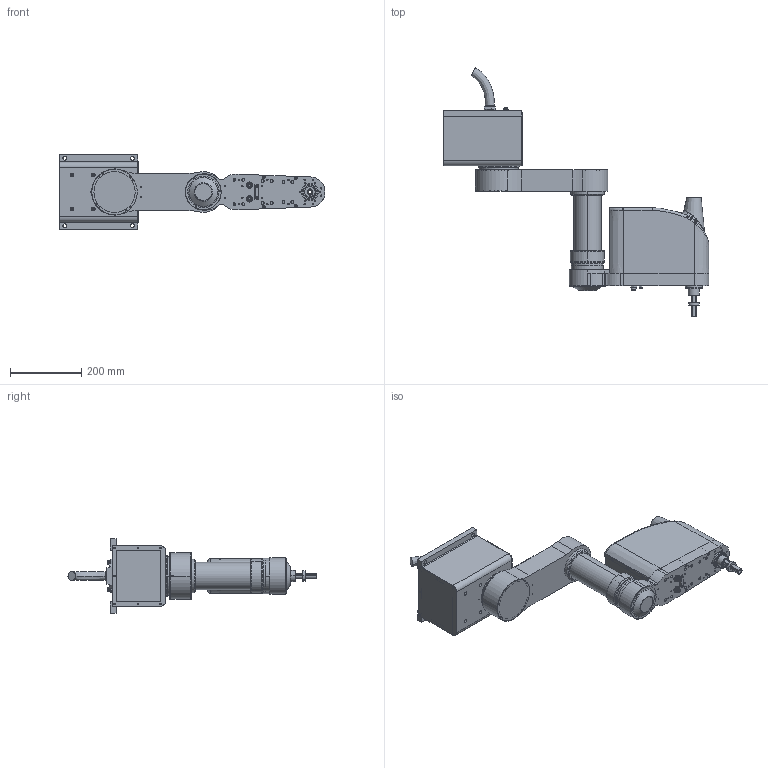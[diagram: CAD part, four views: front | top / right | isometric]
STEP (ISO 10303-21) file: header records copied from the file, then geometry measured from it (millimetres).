
FILE_DESCRIPTION (( 'STEP AP203' ), '1' );
FILE_NAME ('FR5215-A-00.STEP', '2018-08-31T10:04:56', ( 'admin' ), ( '' ), 'SwSTEP 2.0', 'SolidWorks 2018', '' );
FILE_SCHEMA (( 'CONFIG_CONTROL_DESIGN' ));
Length unit declared in the file: millimetre
Products named in the file (4): FR5215-A-01; FR5215-A-02; FR5215-A-03A; FR5215-A-00
Assembly tree (3 placements, depth 2):
  FR5215-A-00
    FR5215-A-01
    FR5215-A-02
    FR5215-A-03A
Bounding box: 749 x 698.61 x 210 mm (x, y, z)
Surface area: 909862.4 mm2 (no closed solid volume)
Topology: 0 solids, 49 shells, 1250 faces, 3911 edges, 2729 vertices
Faces by surface type: cylinder 873, plane 255, bspline 60, cone 50, torus 12
Entity records: 53340 total; most frequent: CARTESIAN_POINT 16734, DIRECTION 8115, ORIENTED_EDGE 6665, EDGE_CURVE 3911, AXIS2_PLACEMENT_3D 3296, VERTEX_POINT 2729, CIRCLE 2100, EDGE_LOOP 1768
